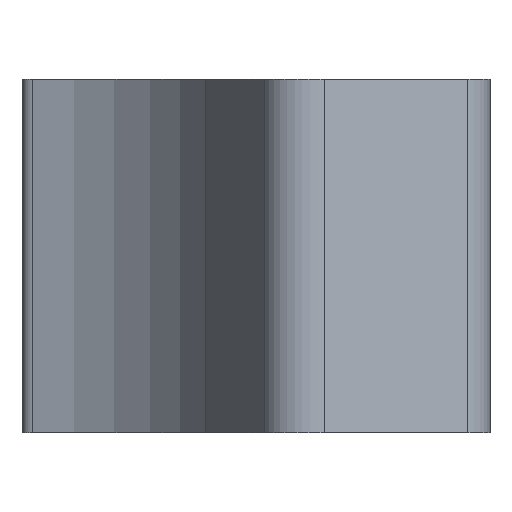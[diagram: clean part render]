
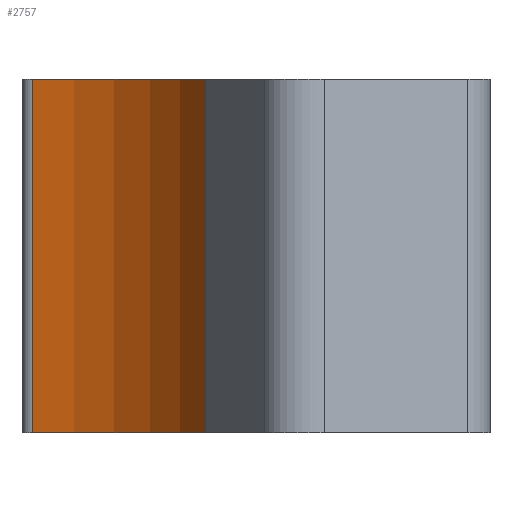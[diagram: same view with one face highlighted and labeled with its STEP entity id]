
A CAD part, left-side view. The second image highlights one B-rep face of the part: STEP entity #2757.
In plain terms, the highlighted cylindrical face has radius 20 mm (diameter 40 mm), a partial arc.
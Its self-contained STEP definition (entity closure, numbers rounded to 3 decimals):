
#253=CYLINDRICAL_SURFACE('',#3037,20.);
#392=LINE('',#4910,#627);
#393=LINE('',#4912,#628);
#627=VECTOR('',#3526,1000.);
#628=VECTOR('',#3529,1000.);
#789=FACE_OUTER_BOUND('',#972,.T.);
#972=EDGE_LOOP('',(#2225,#2226,#2227,#2228));
#1156=CIRCLE('',#2991,20.);
#1177=CIRCLE('',#3013,20.);
#1339=VERTEX_POINT('',#4766);
#1340=VERTEX_POINT('',#4767);
#1368=VERTEX_POINT('',#4831);
#1369=VERTEX_POINT('',#4833);
#1641=EDGE_CURVE('',#1339,#1340,#1156,.T.);
#1677=EDGE_CURVE('',#1369,#1368,#1177,.T.);
#1721=EDGE_CURVE('',#1339,#1369,#392,.T.);
#1722=EDGE_CURVE('',#1368,#1340,#393,.T.);
#2225=ORIENTED_EDGE('',*,*,#1677,.T.);
#2226=ORIENTED_EDGE('',*,*,#1722,.T.);
#2227=ORIENTED_EDGE('',*,*,#1641,.F.);
#2228=ORIENTED_EDGE('',*,*,#1721,.T.);
#2757=ADVANCED_FACE('',(#789),#253,.F.);
#2991=AXIS2_PLACEMENT_3D('',#4768,#3394,#3395);
#3013=AXIS2_PLACEMENT_3D('',#4834,#3453,#3454);
#3037=AXIS2_PLACEMENT_3D('',#4911,#3527,#3528);
#3394=DIRECTION('center_axis',(0.,0.,1.));
#3395=DIRECTION('ref_axis',(-1.,0.,0.));
#3453=DIRECTION('center_axis',(0.,0.,1.));
#3454=DIRECTION('ref_axis',(-1.,0.,0.));
#3526=DIRECTION('',(0.,0.,1.));
#3527=DIRECTION('center_axis',(0.,0.,1.));
#3528=DIRECTION('ref_axis',(1.,0.,0.));
#3529=DIRECTION('',(0.,0.,-1.));
#4766=CARTESIAN_POINT('',(-27.35,-5.033,-33.8));
#4767=CARTESIAN_POINT('',(-17.678,8.68,-33.8));
#4768=CARTESIAN_POINT('Origin',(-37.35,12.287,-33.8));
#4831=CARTESIAN_POINT('',(-17.678,8.68,-5.8));
#4833=CARTESIAN_POINT('',(-27.35,-5.033,-5.8));
#4834=CARTESIAN_POINT('Origin',(-37.35,12.287,-5.8));
#4910=CARTESIAN_POINT('',(-27.35,-5.033,-33.8));
#4911=CARTESIAN_POINT('Origin',(-37.35,12.287,-33.8));
#4912=CARTESIAN_POINT('',(-17.678,8.68,-33.8));
